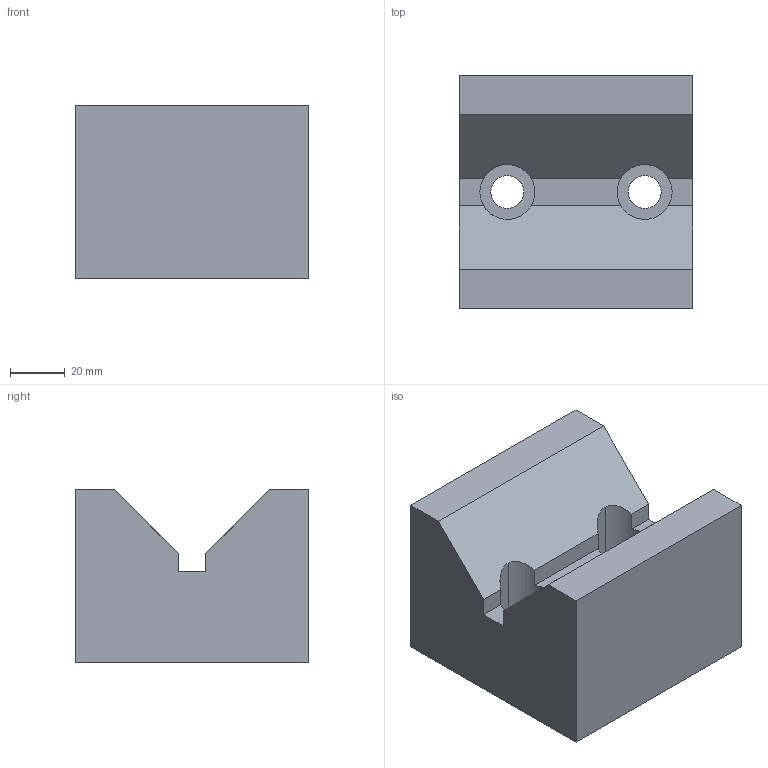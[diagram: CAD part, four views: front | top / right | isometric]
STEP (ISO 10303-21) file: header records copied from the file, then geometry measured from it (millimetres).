
FILE_DESCRIPTION (( 'STEP AP203' ), '1' );
FILE_NAME ('bj440-12063.STEP', '2021-10-24T23:52:43', ( '' ), ( '' ), 'SwSTEP 2.0', 'SolidWorks 2020', '' );
FILE_SCHEMA (( 'CONFIG_CONTROL_DESIGN' ));
Length unit declared in the file: millimetre
Products named in the file (1): bj440-12063
Bounding box: 85 x 85 x 63 mm (x, y, z)
Volume: 362765.5 mm3; surface area: 42087.1 mm2
Topology: 1 solids, 1 shells, 34 faces, 90 edges, 60 vertices
Faces by surface type: plane 22, cylinder 12
Entity records: 1143 total; most frequent: CARTESIAN_POINT 209, ORIENTED_EDGE 180, DIRECTION 176, EDGE_CURVE 90, VERTEX_POINT 60, AXIS2_PLACEMENT_3D 59, VECTOR 58, LINE 58
